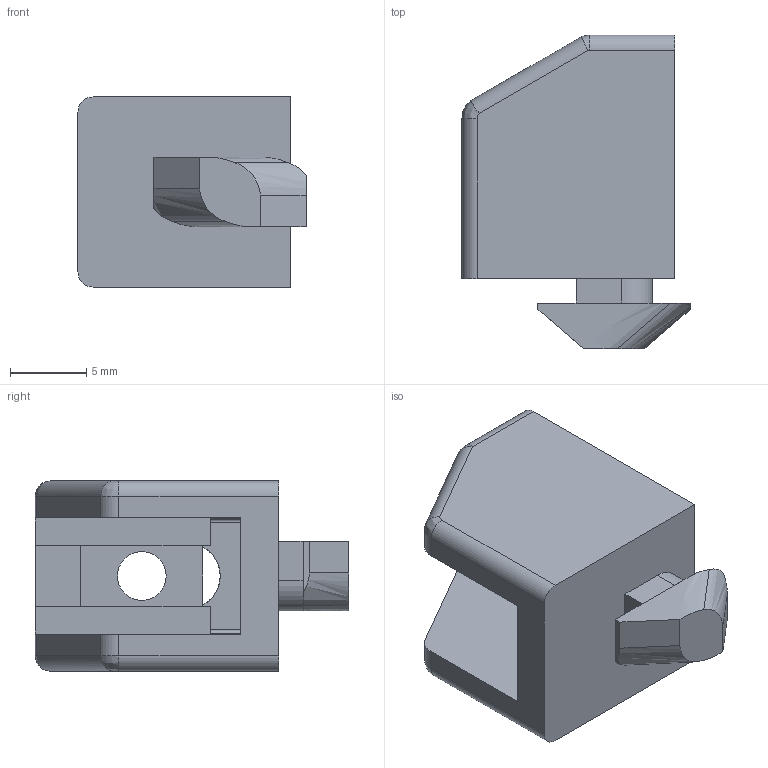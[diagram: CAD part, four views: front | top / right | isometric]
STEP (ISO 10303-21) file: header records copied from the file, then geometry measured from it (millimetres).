
FILE_DESCRIPTION( ( 'STEP AP203' ), '1' );
FILE_NAME( '094411M4.stp', '2021-11-24T07:25:24', ( 'License CC BY-ND 4.0' ), ( 'CADENAS' ), ' ', 'PARTsolutions', ' ' );
FILE_SCHEMA( ( 'CONFIG_CONTROL_DESIGN' ) );
Length unit declared in the file: millimetre
Products named in the file (1): _094411M4
Bounding box: 15 x 20.6 x 12.5 mm (x, y, z)
Volume: 1657.8 mm3; surface area: 1666.6 mm2
Topology: 1 solids, 1 shells, 83 faces, 235 edges, 152 vertices
Faces by surface type: plane 50, cylinder 23, bspline 8, cone 2
Full cylindrical faces by diameter (mm): 2 x2, 3.2 x1
Entity records: 2812 total; most frequent: CARTESIAN_POINT 664, ORIENTED_EDGE 460, DIRECTION 402, EDGE_CURVE 230, VERTEX_POINT 152, LINE 150, VECTOR 150, AXIS2_PLACEMENT_3D 126
